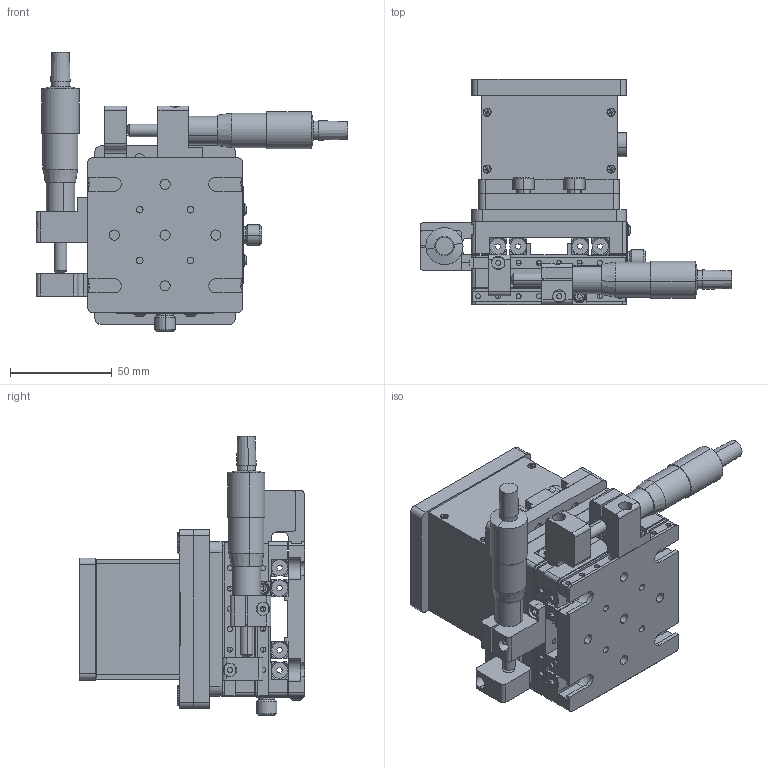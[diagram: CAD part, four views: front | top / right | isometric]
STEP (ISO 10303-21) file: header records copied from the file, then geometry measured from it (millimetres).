
FILE_DESCRIPTION (( 'STEP AP203' ), '1' );
FILE_NAME ('06MDV-1M.STEP', '2017-08-04T07:27:30', ( '' ), ( '' ), 'SwSTEP 2.0', 'SolidWorks 2016', '' );
FILE_SCHEMA (( 'CONFIG_CONTROL_DESIGN' ));
Length unit declared in the file: millimetre
Products named in the file (1): 06MDV-1M
Bounding box: 153.5 x 110.95 x 137.6 mm (x, y, z)
Surface area: 155359.1 mm2 (no closed solid volume)
Topology: 0 solids, 95 shells, 1177 faces, 4358 edges, 3171 vertices
Faces by surface type: plane 673, cylinder 331, cone 129, torus 28, sphere 12, bspline 4
Entity records: 48774 total; most frequent: CARTESIAN_POINT 11630, DIRECTION 7797, ORIENTED_EDGE 6824, EDGE_CURVE 4346, VERTEX_POINT 3171, AXIS2_PLACEMENT_3D 2658, VECTOR 2481, LINE 2481
